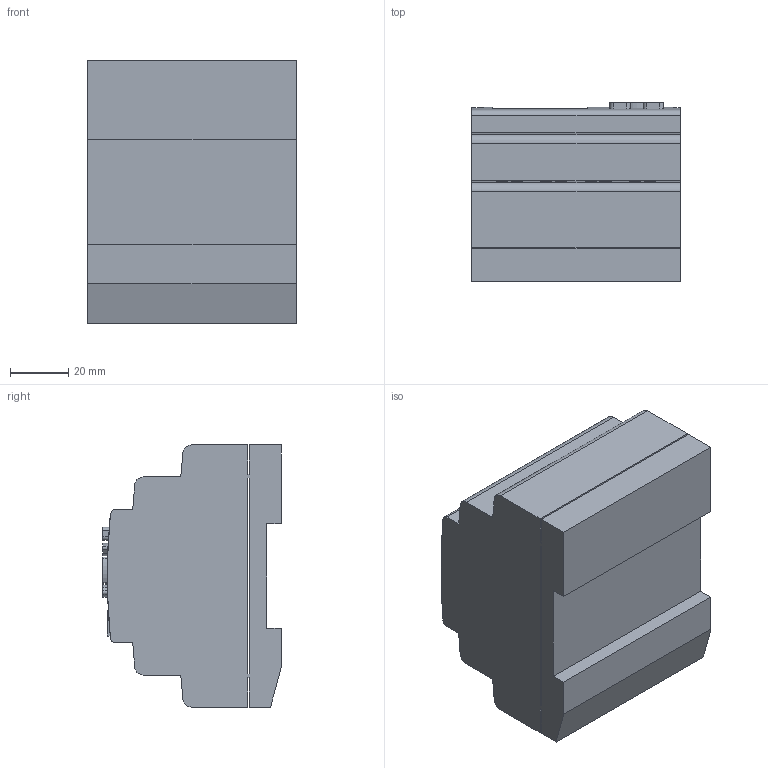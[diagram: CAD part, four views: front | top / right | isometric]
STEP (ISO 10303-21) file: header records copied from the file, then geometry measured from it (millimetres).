
FILE_DESCRIPTION (( 'STEP AP214' ), '1' );
FILE_NAME ('PLR-S-CPU-0804T-DC-BN_Ëîãè÷åñêîå ðåëå PLR-S. CPU0804 ñåðèè ONI.STEP', '2019-02-28T13:04:28', ( '' ), ( '' ), 'SwSTEP 2.0', 'SolidWorks 2014', '' );
FILE_SCHEMA (( 'AUTOMOTIVE_DESIGN' ));
Length unit declared in the file: millimetre
Products named in the file (2): PLR-S-CPU-0804T-DC-BN_Ëîãè÷åñêîå ðåëå PLR-S. CPU0804 ñåðèè ONI
Bounding box: 71.5 x 61.3 x 90 mm (x, y, z)
Volume: 308092.9 mm3; surface area: 43887 mm2
Topology: 1 solids, 1 shells, 157 faces, 381 edges, 254 vertices
Faces by surface type: cylinder 79, plane 78
Entity records: 6633 total; most frequent: CARTESIAN_POINT 1268, ORIENTED_EDGE 762, DIRECTION 710, EDGE_CURVE 381, VERTEX_POINT 254, AXIS2_PLACEMENT_3D 251, VECTOR 208, LINE 208
